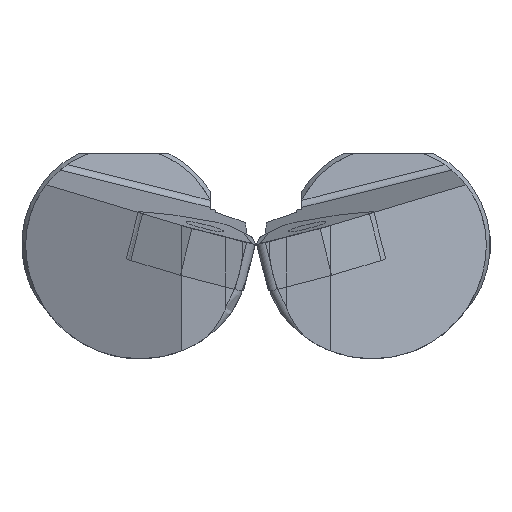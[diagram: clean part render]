
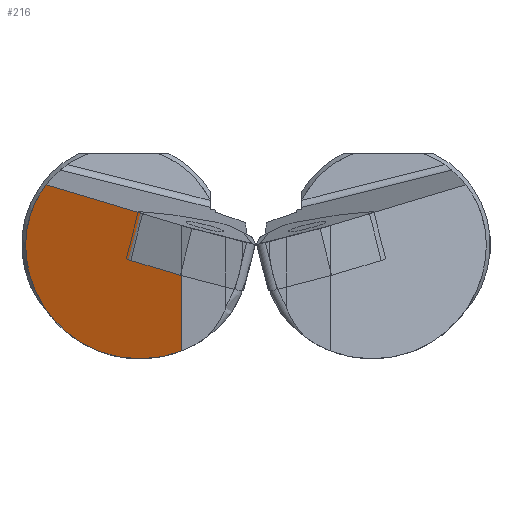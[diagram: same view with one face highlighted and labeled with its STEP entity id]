
A CAD part, left-side view. The second image highlights one B-rep face of the part: STEP entity #216.
In plain terms, the highlighted planar face has unit normal (-0.906, 0.423, 0).
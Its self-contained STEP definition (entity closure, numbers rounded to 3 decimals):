
#44=ELLIPSE('',#1509,12.358,11.2);
#46=ELLIPSE('',#1514,10.592,9.6);
#160=PLANE('',#1515);
#216=ADVANCED_FACE('',(#317),#160,.T.);
#317=FACE_OUTER_BOUND('',#397,.T.);
#397=EDGE_LOOP('',(#750,#751,#752,#753));
#500=LINE('',#2273,#596);
#501=LINE('',#2275,#597);
#596=VECTOR('',#1741,1.);
#597=VECTOR('',#1742,1.);
#750=ORIENTED_EDGE('',*,*,#1284,.F.);
#751=ORIENTED_EDGE('',*,*,#1269,.F.);
#752=ORIENTED_EDGE('',*,*,#1285,.F.);
#753=ORIENTED_EDGE('',*,*,#1286,.F.);
#1117=VERTEX_POINT('',#2220);
#1118=VERTEX_POINT('',#2222);
#1130=VERTEX_POINT('',#2272);
#1131=VERTEX_POINT('',#2274);
#1269=EDGE_CURVE('',#1117,#1118,#44,.T.);
#1284=EDGE_CURVE('',#1118,#1130,#46,.T.);
#1285=EDGE_CURVE('',#1131,#1117,#500,.T.);
#1286=EDGE_CURVE('',#1130,#1131,#501,.T.);
#1509=AXIS2_PLACEMENT_3D('',#2221,#1720,#1721);
#1514=AXIS2_PLACEMENT_3D('',#2271,#1739,#1740);
#1515=AXIS2_PLACEMENT_3D('',#2276,#1743,#1744);
#1720=DIRECTION('',(0.906,-0.423,0.));
#1721=DIRECTION('',(-0.423,-0.906,0.));
#1739=DIRECTION('',(0.906,-0.423,0.));
#1740=DIRECTION('',(-0.423,-0.906,0.));
#1741=DIRECTION('',(0.,0.,-1.));
#1742=DIRECTION('',(-0.408,-0.875,-0.262));
#1743=DIRECTION('',(-0.906,0.423,0.));
#1744=DIRECTION('',(-0.423,-0.906,0.));
#2220=CARTESIAN_POINT('',(1.069,7.312,-10.396));
#2221=CARTESIAN_POINT('',(2.981,11.412,0.026));
#2222=CARTESIAN_POINT('',(8.203,22.612,0.026));
#2271=CARTESIAN_POINT('',(3.727,13.012,0.026));
#2272=CARTESIAN_POINT('',(7.263,20.596,5.912));
#2273=CARTESIAN_POINT('',(1.069,7.312,25.026));
#2274=CARTESIAN_POINT('',(1.069,7.312,1.929));
#2275=CARTESIAN_POINT('',(8.491,23.229,6.701));
#2276=CARTESIAN_POINT('',(1.069,7.312,25.026));
